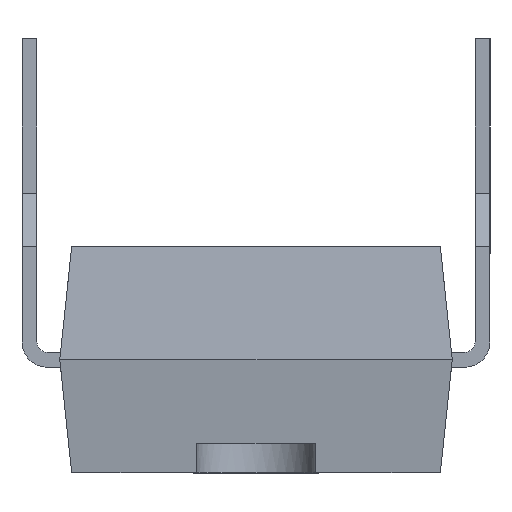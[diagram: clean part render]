
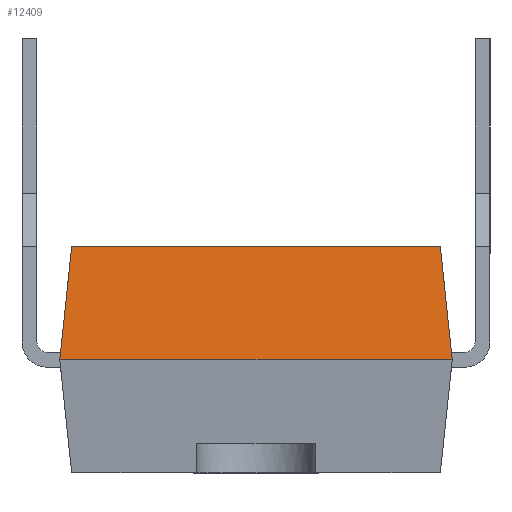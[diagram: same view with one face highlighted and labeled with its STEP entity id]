
A CAD part, left-side view. The second image highlights one B-rep face of the part: STEP entity #12409.
In plain terms, the highlighted planar face has unit normal (-0.993, 0, 0.119).
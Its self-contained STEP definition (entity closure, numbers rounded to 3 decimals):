
#1151 = DIRECTION ( 'NONE',  ( 0.993, 0., -0.119 ) ) ;
#1414 = DIRECTION ( 'NONE',  ( 0., -1., 0. ) ) ;
#1504 = CARTESIAN_POINT ( 'NONE',  ( -17.373, 3.1, -0.9 ) ) ;
#2202 = CARTESIAN_POINT ( 'NONE',  ( -17.6, -3.55, -2.8 ) ) ;
#2699 = LINE ( 'NONE', #10154, #25520 ) ;
#2899 = DIRECTION ( 'NONE',  ( -0.118, -0.104, -0.988 ) ) ;
#4143 = AXIS2_PLACEMENT_3D ( 'NONE', #19389, #1151, #13247 ) ;
#4842 = CARTESIAN_POINT ( 'NONE',  ( -16.887, -2.671, 3.173 ) ) ;
#8401 = DIRECTION ( 'NONE',  ( 0., 1., 0. ) ) ;
#8702 = ORIENTED_EDGE ( 'NONE', *, *, #12201, .F. ) ;
#9072 = FACE_OUTER_BOUND ( 'NONE', #24741, .T. ) ;
#9312 = VERTEX_POINT ( 'NONE', #13075 ) ;
#9626 = ORIENTED_EDGE ( 'NONE', *, *, #17933, .F. ) ;
#9989 = CARTESIAN_POINT ( 'NONE',  ( -17.373, 3.1, -0.9 ) ) ;
#10154 = CARTESIAN_POINT ( 'NONE',  ( -17.11, 2.868, 1.3 ) ) ;
#10433 = EDGE_CURVE ( 'NONE', #17509, #11976, #2699, .T. ) ;
#10972 = ORIENTED_EDGE ( 'NONE', *, *, #10433, .F. ) ;
#11976 = VERTEX_POINT ( 'NONE', #9989 ) ;
#12201 = EDGE_CURVE ( 'NONE', #9312, #22498, #12238, .T. ) ;
#12238 = LINE ( 'NONE', #4842, #17039 ) ;
#12409 = ADVANCED_FACE ( 'NONE', ( #9072 ), #19483, .F. ) ;
#13075 = CARTESIAN_POINT ( 'NONE',  ( -17.373, -3.1, -0.9 ) ) ;
#13247 = DIRECTION ( 'NONE',  ( -0.119, 0., -0.993 ) ) ;
#13441 = CARTESIAN_POINT ( 'NONE',  ( -17.6, -3.3, -2.8 ) ) ;
#16409 = CARTESIAN_POINT ( 'NONE',  ( -17.6, 3.3, -2.8 ) ) ;
#17039 = VECTOR ( 'NONE', #2899, 1000. ) ;
#17509 = VERTEX_POINT ( 'NONE', #16409 ) ;
#17579 = EDGE_CURVE ( 'NONE', #11976, #9312, #23272, .T. ) ;
#17933 = EDGE_CURVE ( 'NONE', #22498, #17509, #23276, .T. ) ;
#19389 = CARTESIAN_POINT ( 'NONE',  ( -17.37, -3.55, -0.873 ) ) ;
#19483 = PLANE ( 'NONE',  #4143 ) ;
#20852 = ORIENTED_EDGE ( 'NONE', *, *, #17579, .F. ) ;
#21731 = VECTOR ( 'NONE', #8401, 1000. ) ;
#22364 = VECTOR ( 'NONE', #1414, 1000. ) ;
#22419 = DIRECTION ( 'NONE',  ( 0.118, -0.104, 0.988 ) ) ;
#22498 = VERTEX_POINT ( 'NONE', #13441 ) ;
#23272 = LINE ( 'NONE', #1504, #22364 ) ;
#23276 = LINE ( 'NONE', #2202, #21731 ) ;
#24741 = EDGE_LOOP ( 'NONE', ( #9626, #8702, #20852, #10972 ) ) ;
#25520 = VECTOR ( 'NONE', #22419, 1000. ) ;
